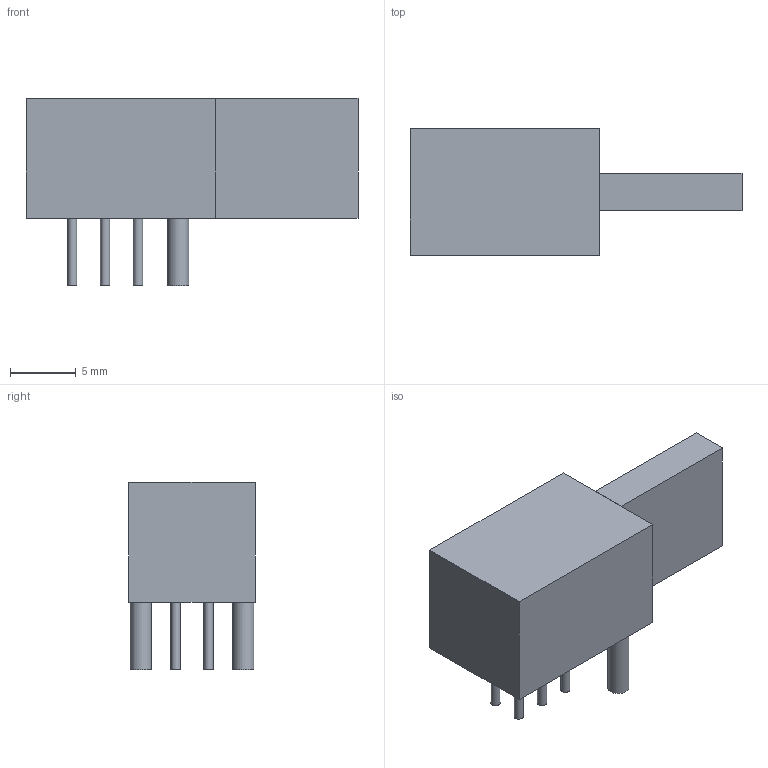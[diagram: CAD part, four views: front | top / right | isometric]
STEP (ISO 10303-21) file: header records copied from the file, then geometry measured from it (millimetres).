
FILE_DESCRIPTION(('FreeCAD Model'),'2;1');
FILE_NAME('282672.6.2.stp','2024-04-29T13:27:31',( 'Author'),(''),'Open CASCADE STEP processor 6.9','FreeCAD','Unknown' );
FILE_SCHEMA(('AUTOMOTIVE_DESIGN { 1 0 10303 214 1 1 1 1 }'));
Length unit declared in the file: millimetre
Products named in the file (3): ASSEMBLY; Body; Leads
Assembly tree (2 placements, depth 2):
  ASSEMBLY
    Body
    Leads
Bounding box: 25.2 x 9.6 x 14.2 mm (x, y, z)
Volume: 1562.4 mm3; surface area: 1151.8 mm2
Topology: 10 solids, 10 shells, 36 faces, 48 edges, 32 vertices
Faces by surface type: plane 28, cylinder 8
Full cylindrical faces by diameter (mm): 0.7 x6, 1.6 x2
Entity records: 1494 total; most frequent: DIRECTION 238, CARTESIAN_POINT 215, LINE 112, VECTOR 112, ORIENTED_EDGE 96, PCURVE 96, DEFINITIONAL_REPRESENTATION 96, AXIS2_PLACEMENT_3D 55
